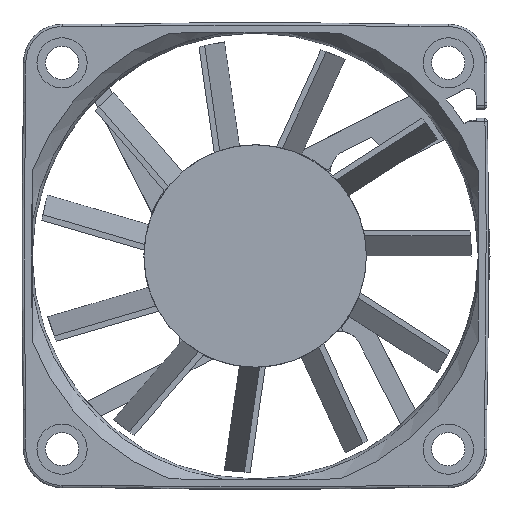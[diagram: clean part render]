
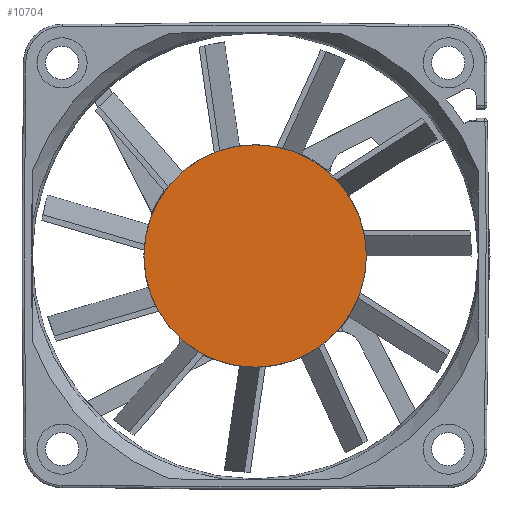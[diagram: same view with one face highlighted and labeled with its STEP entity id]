
A CAD part, front view. The second image highlights one B-rep face of the part: STEP entity #10704.
In plain terms, the highlighted planar face has unit normal (0, -1, 0).
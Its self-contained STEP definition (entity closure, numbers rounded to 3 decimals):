
#9742=CARTESIAN_POINT('',(0.,-6.9,0.));
#9743=DIRECTION('',(0.,1.,0.));
#9744=DIRECTION('',(-1.,0.,0.));
#9745=AXIS2_PLACEMENT_3D('',#9742,#9743,#9744);
#9747=CARTESIAN_POINT('',(0.,-6.9,0.));
#9748=DIRECTION('',(0.,1.,0.));
#9749=DIRECTION('',(1.,0.,0.));
#9750=AXIS2_PLACEMENT_3D('',#9747,#9748,#9749);
#9858=CARTESIAN_POINT('',(-14.4,-6.9,0.));
#9859=VERTEX_POINT('',#9858);
#9891=CARTESIAN_POINT('',(14.4,-6.9,0.));
#9892=VERTEX_POINT('',#9891);
#10695=CARTESIAN_POINT('',(0.,-6.9,0.));
#10696=DIRECTION('',(0.,1.,0.));
#10697=DIRECTION('',(1.,0.,0.));
#10698=AXIS2_PLACEMENT_3D('',#10695,#10696,#10697);
#10699=PLANE('',#10698);
#10700=ORIENTED_EDGE('',*,*,#10398,.T.);
#10701=ORIENTED_EDGE('',*,*,#10107,.T.);
#10702=EDGE_LOOP('',(#10700,#10701));
#10703=FACE_OUTER_BOUND('',#10702,.F.);
#10704=ADVANCED_FACE('',(#10703),#10699,.F.);
#9746=CIRCLE('',#9745,14.4);
#9751=CIRCLE('',#9750,14.4);
#10107=EDGE_CURVE('',#9892,#9859,#9751,.T.);
#10398=EDGE_CURVE('',#9859,#9892,#9746,.T.);
